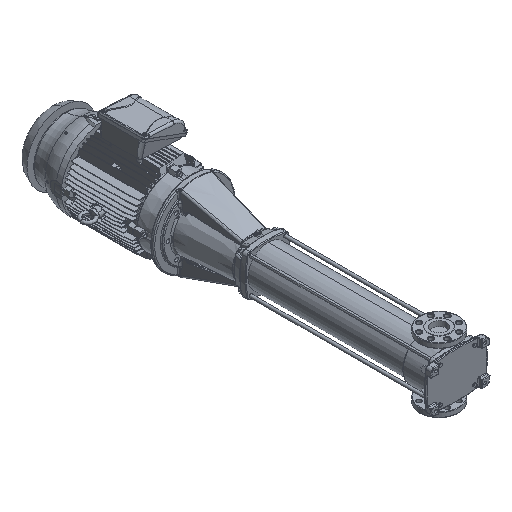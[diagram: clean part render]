
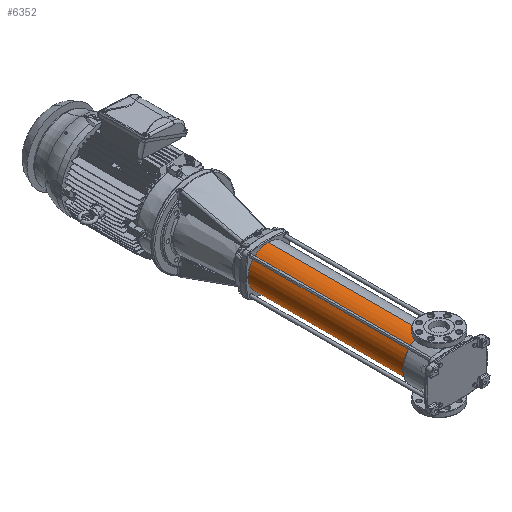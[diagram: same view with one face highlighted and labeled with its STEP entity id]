
A CAD part, isometric view. The second image highlights one B-rep face of the part: STEP entity #6352.
In plain terms, the highlighted cylindrical face has radius 98.5 mm (diameter 197 mm), a partial arc.
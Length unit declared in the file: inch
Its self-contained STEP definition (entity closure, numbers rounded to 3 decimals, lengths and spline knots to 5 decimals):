
#513 = CARTESIAN_POINT ( 'NONE',  ( -5.86887, 17.74251, 0. ) ) ;
#4872 = DIRECTION ( 'NONE',  ( 0., 1., 0. ) ) ;
#6352 = ADVANCED_FACE ( 'NONE', ( #22868 ), #43396, .T. ) ;
#13260 = DIRECTION ( 'NONE',  ( -1., 0., 0. ) ) ;
#14078 = CARTESIAN_POINT ( 'NONE',  ( -5.86887, 15.57332, 0. ) ) ;
#16717 = CIRCLE ( 'NONE', #71952, 3.87795 ) ;
#21494 = AXIS2_PLACEMENT_3D ( 'NONE', #65696, #36848, #74643 ) ;
#22868 = FACE_OUTER_BOUND ( 'NONE', #86862, .T. ) ;
#23261 = EDGE_CURVE ( 'NONE', #86747, #113328, #126048, .T. ) ;
#24337 = DIRECTION ( 'NONE',  ( 0., -1., 0. ) ) ;
#32637 = CARTESIAN_POINT ( 'NONE',  ( -5.86887, -12.43849, 0. ) ) ;
#32897 = VERTEX_POINT ( 'NONE', #513 ) ;
#36631 = CARTESIAN_POINT ( 'NONE',  ( -1.99092, 17.74251, 0. ) ) ;
#36848 = DIRECTION ( 'NONE',  ( 0., 1., 0. ) ) ;
#37056 = CARTESIAN_POINT ( 'NONE',  ( 1.88703, -12.43849, 0. ) ) ;
#37277 = DIRECTION ( 'NONE',  ( 0., 1., 0. ) ) ;
#43396 = CYLINDRICAL_SURFACE ( 'NONE', #98821, 3.87795 ) ;
#43863 = ORIENTED_EDGE ( 'NONE', *, *, #67719, .F. ) ;
#44887 = LINE ( 'NONE', #14078, #46564 ) ;
#46564 = VECTOR ( 'NONE', #24337, 39.37008 ) ;
#46697 = EDGE_CURVE ( 'NONE', #86747, #32897, #16717, .T. ) ;
#47271 = CARTESIAN_POINT ( 'NONE',  ( 1.88703, 15.57332, 0. ) ) ;
#48540 = ORIENTED_EDGE ( 'NONE', *, *, #46697, .F. ) ;
#58323 = CIRCLE ( 'NONE', #21494, 3.87795 ) ;
#65696 = CARTESIAN_POINT ( 'NONE',  ( -1.99092, -12.43849, 0. ) ) ;
#67719 = EDGE_CURVE ( 'NONE', #32897, #122597, #44887, .T. ) ;
#70863 = ORIENTED_EDGE ( 'NONE', *, *, #119765, .T. ) ;
#71952 = AXIS2_PLACEMENT_3D ( 'NONE', #36631, #37277, #87842 ) ;
#74643 = DIRECTION ( 'NONE',  ( 0., 0., 1. ) ) ;
#86747 = VERTEX_POINT ( 'NONE', #89467 ) ;
#86862 = EDGE_LOOP ( 'NONE', ( #119817, #70863, #43863, #48540 ) ) ;
#87842 = DIRECTION ( 'NONE',  ( 0., 0., 1. ) ) ;
#89467 = CARTESIAN_POINT ( 'NONE',  ( 1.88703, 17.74251, 0. ) ) ;
#95039 = VECTOR ( 'NONE', #105584, 39.37008 ) ;
#98821 = AXIS2_PLACEMENT_3D ( 'NONE', #101062, #4872, #13260 ) ;
#101062 = CARTESIAN_POINT ( 'NONE',  ( -1.99092, -12.98967, 0. ) ) ;
#105584 = DIRECTION ( 'NONE',  ( 0., -1., 0. ) ) ;
#113328 = VERTEX_POINT ( 'NONE', #37056 ) ;
#119765 = EDGE_CURVE ( 'NONE', #113328, #122597, #58323, .T. ) ;
#119817 = ORIENTED_EDGE ( 'NONE', *, *, #23261, .T. ) ;
#122597 = VERTEX_POINT ( 'NONE', #32637 ) ;
#126048 = LINE ( 'NONE', #47271, #95039 ) ;
